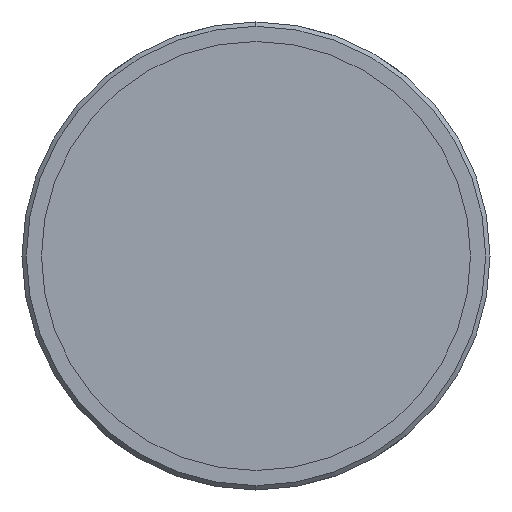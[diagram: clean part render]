
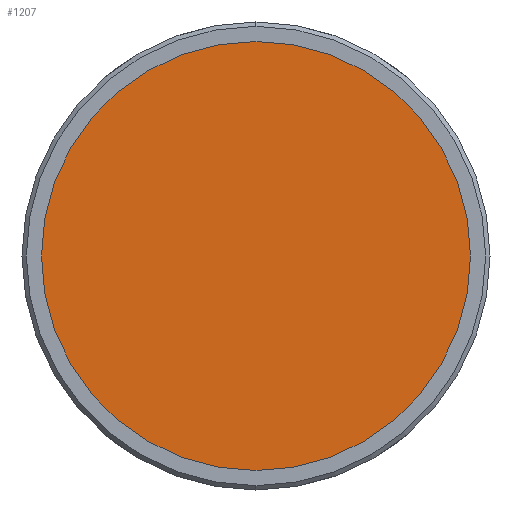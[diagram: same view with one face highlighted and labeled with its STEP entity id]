
A CAD part, left-side view. The second image highlights one B-rep face of the part: STEP entity #1207.
In plain terms, the highlighted planar face has unit normal (-1, 0, 0).
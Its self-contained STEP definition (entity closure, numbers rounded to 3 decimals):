
#20 = DIRECTION ( 'NONE',  ( 0., 0., 1. ) ) ;
#66 = CIRCLE ( 'NONE', #1147, 24.75 ) ;
#115 = ORIENTED_EDGE ( 'NONE', *, *, #2239, .T. ) ;
#151 = CARTESIAN_POINT ( 'NONE',  ( 1.831, 0., 0. ) ) ;
#211 = ORIENTED_EDGE ( 'NONE', *, *, #2348, .T. ) ;
#394 = AXIS2_PLACEMENT_3D ( 'NONE', #151, #2019, #665 ) ;
#395 = CARTESIAN_POINT ( 'NONE',  ( 1.831, 0., -24.75 ) ) ;
#445 = PLANE ( 'NONE',  #394 ) ;
#448 = FACE_OUTER_BOUND ( 'NONE', #2334, .T. ) ;
#665 = DIRECTION ( 'NONE',  ( 0., 0., -1. ) ) ;
#808 = VERTEX_POINT ( 'NONE', #395 ) ;
#914 = CARTESIAN_POINT ( 'NONE',  ( 1.831, 0., 0. ) ) ;
#1078 = VERTEX_POINT ( 'NONE', #1585 ) ;
#1147 = AXIS2_PLACEMENT_3D ( 'NONE', #2120, #1538, #20 ) ;
#1207 = ADVANCED_FACE ( 'NONE', ( #448 ), #445, .F. ) ;
#1480 = DIRECTION ( 'NONE',  ( 0., 0., 1. ) ) ;
#1538 = DIRECTION ( 'NONE',  ( -1., 0., 0. ) ) ;
#1579 = CIRCLE ( 'NONE', #1606, 24.75 ) ;
#1585 = CARTESIAN_POINT ( 'NONE',  ( 1.831, 0., 24.75 ) ) ;
#1606 = AXIS2_PLACEMENT_3D ( 'NONE', #914, #2469, #1480 ) ;
#2019 = DIRECTION ( 'NONE',  ( 1., 0., 0. ) ) ;
#2120 = CARTESIAN_POINT ( 'NONE',  ( 1.831, 0., 0. ) ) ;
#2239 = EDGE_CURVE ( 'NONE', #808, #1078, #1579, .T. ) ;
#2334 = EDGE_LOOP ( 'NONE', ( #211, #115 ) ) ;
#2348 = EDGE_CURVE ( 'NONE', #1078, #808, #66, .T. ) ;
#2469 = DIRECTION ( 'NONE',  ( -1., 0., 0. ) ) ;
